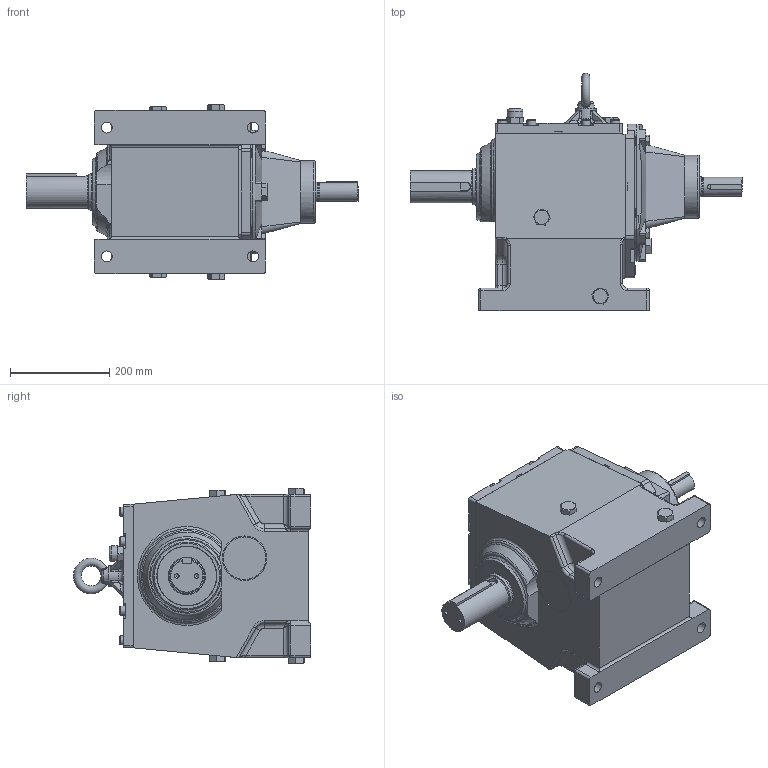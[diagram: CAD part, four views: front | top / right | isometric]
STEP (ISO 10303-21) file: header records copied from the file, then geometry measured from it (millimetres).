
FILE_DESCRIPTION (( 'STEP AP214' ), '1' );
FILE_NAME ('HH(F)M25-ASS''Y.stp', '2022-07-05T05:29:18', ( 'Windows 餌辨濠' ), ( '' ), 'SwSTEP 2.0', 'SolidWorks 2021', '' );
FILE_SCHEMA (( 'AUTOMOTIVE_DESIGN' ));
Length unit declared in the file: millimetre
Products named in the file (1): HH(F)M25-ASS''Y
Bounding box: 670.08 x 479 x 354 mm (x, y, z)
Volume: 36576986.9 mm3; surface area: 1168827.3 mm2
Topology: 8 solids, 51 shells, 1330 faces, 3308 edges, 2133 vertices
Faces by surface type: plane 673, cylinder 387, bspline 186, torus 39, cone 36, sphere 9
Full cylindrical faces by diameter (mm): 2.7 x4, 8.917 x4, 12 x14, 13.033 x1, 14 x14, 16.4 x1, 18 x14, 18.376 x2, 20 x6, 20.376 x2, 22 x5, 31.4 x1, 32 x2, 33.4 x1, 38 x1, 40 x1, 41 x1, 42 x1, 65 x1, 75 x1, 86 x1, 90 x2, 93.5 x1, 120 x2, 124 x1, 127 x1
Entity records: 105875 total; most frequent: CARTESIAN_POINT 70833, ORIENTED_EDGE 6250, DIRECTION 5452, EDGE_CURVE 3125, VERTEX_POINT 2075, AXIS2_PLACEMENT_3D 1934, LINE 1584, VECTOR 1584
